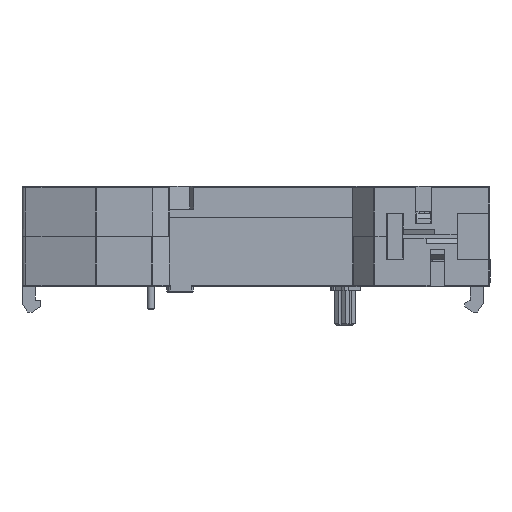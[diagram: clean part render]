
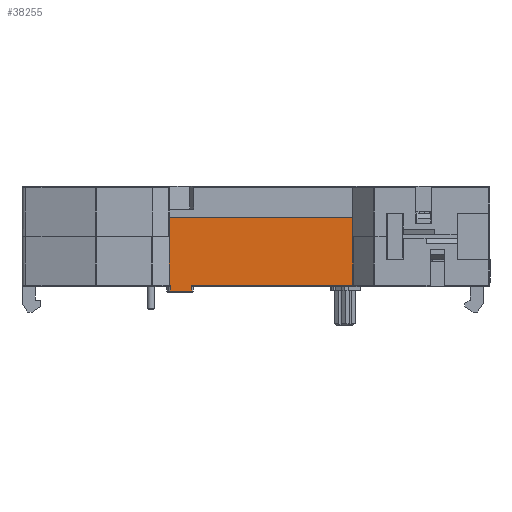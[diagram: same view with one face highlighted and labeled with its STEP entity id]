
A CAD part, front view. The second image highlights one B-rep face of the part: STEP entity #38255.
In plain terms, the highlighted planar face has unit normal (0, -1, 0).
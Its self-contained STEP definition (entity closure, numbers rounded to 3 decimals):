
#84 = EDGE_CURVE ( 'NONE', #33288, #33273, #9278, .T. ) ;
#1398 = ORIENTED_EDGE ( 'NONE', *, *, #28043, .F. ) ;
#1460 = EDGE_CURVE ( 'NONE', #41174, #17479, #19344, .T. ) ;
#2017 = CARTESIAN_POINT ( 'NONE',  ( 17.7, -60.1, -7.65 ) ) ;
#2320 = ORIENTED_EDGE ( 'NONE', *, *, #18631, .F. ) ;
#2370 = CARTESIAN_POINT ( 'NONE',  ( 17.7, -60.1, -16.3 ) ) ;
#2463 = DIRECTION ( 'NONE',  ( -1., 0., 0. ) ) ;
#3120 = VECTOR ( 'NONE', #4868, 1000. ) ;
#3652 = ORIENTED_EDGE ( 'NONE', *, *, #1460, .F. ) ;
#4306 = FACE_OUTER_BOUND ( 'NONE', #25546, .T. ) ;
#4868 = DIRECTION ( 'NONE',  ( 1., 0., 0. ) ) ;
#5129 = ORIENTED_EDGE ( 'NONE', *, *, #26794, .F. ) ;
#5281 = CARTESIAN_POINT ( 'NONE',  ( 17.7, -60.1, -4.3 ) ) ;
#5357 = VECTOR ( 'NONE', #2463, 1000. ) ;
#5434 = EDGE_CURVE ( 'NONE', #8849, #41174, #7364, .T. ) ;
#6341 = LINE ( 'NONE', #33689, #25611 ) ;
#6544 = EDGE_CURVE ( 'NONE', #14737, #7151, #11007, .T. ) ;
#6911 = VERTEX_POINT ( 'NONE', #12856 ) ;
#7151 = VERTEX_POINT ( 'NONE', #41001 ) ;
#7364 = LINE ( 'NONE', #8636, #5357 ) ;
#7636 = VECTOR ( 'NONE', #21388, 1000. ) ;
#8295 = ORIENTED_EDGE ( 'NONE', *, *, #10245, .F. ) ;
#8401 = VECTOR ( 'NONE', #12723, 1000. ) ;
#8569 = DIRECTION ( 'NONE',  ( -1., 0., 0. ) ) ;
#8636 = CARTESIAN_POINT ( 'NONE',  ( 42.19, -60.1, -16.3 ) ) ;
#8728 = DIRECTION ( 'NONE',  ( 0., 0., -1. ) ) ;
#8849 = VERTEX_POINT ( 'NONE', #2370 ) ;
#9215 = ORIENTED_EDGE ( 'NONE', *, *, #6544, .F. ) ;
#9278 = LINE ( 'NONE', #33189, #27495 ) ;
#10245 = EDGE_CURVE ( 'NONE', #7151, #33288, #33985, .T. ) ;
#11007 = LINE ( 'NONE', #11460, #25701 ) ;
#11401 = ORIENTED_EDGE ( 'NONE', *, *, #36883, .F. ) ;
#11460 = CARTESIAN_POINT ( 'NONE',  ( -14.52, -60.1, -19.662 ) ) ;
#11874 = VECTOR ( 'NONE', #8728, 1000. ) ;
#11877 = LINE ( 'NONE', #12215, #14389 ) ;
#12215 = CARTESIAN_POINT ( 'NONE',  ( 17.7, -60.1, -17.3 ) ) ;
#12503 = ORIENTED_EDGE ( 'NONE', *, *, #5434, .F. ) ;
#12723 = DIRECTION ( 'NONE',  ( 0., 0., -1. ) ) ;
#12856 = CARTESIAN_POINT ( 'NONE',  ( -17.7, -60.1, -4.3 ) ) ;
#14389 = VECTOR ( 'NONE', #35571, 1000. ) ;
#14735 = DIRECTION ( 'NONE',  ( 0., 0., 1. ) ) ;
#14737 = VERTEX_POINT ( 'NONE', #26392 ) ;
#14762 = LINE ( 'NONE', #5281, #3120 ) ;
#16553 = ORIENTED_EDGE ( 'NONE', *, *, #84, .F. ) ;
#17043 = DIRECTION ( 'NONE',  ( 0., 1., 0. ) ) ;
#17479 = VERTEX_POINT ( 'NONE', #36960 ) ;
#18631 = EDGE_CURVE ( 'NONE', #17479, #14737, #11877, .T. ) ;
#19344 = LINE ( 'NONE', #34531, #7636 ) ;
#19656 = DIRECTION ( 'NONE',  ( 0., 0., 1. ) ) ;
#19729 = CARTESIAN_POINT ( 'NONE',  ( 17.7, -60.1, -15.3 ) ) ;
#19845 = VECTOR ( 'NONE', #8569, 1000. ) ;
#21388 = DIRECTION ( 'NONE',  ( 0., 0., -1. ) ) ;
#21699 = CARTESIAN_POINT ( 'NONE',  ( -17.7, -60.1, -7.65 ) ) ;
#23061 = CARTESIAN_POINT ( 'NONE',  ( 17.7, -60.1, -15.3 ) ) ;
#23266 = DIRECTION ( 'NONE',  ( 0., 0., 1. ) ) ;
#23612 = LINE ( 'NONE', #23061, #8401 ) ;
#25278 = CARTESIAN_POINT ( 'NONE',  ( 17.7, -60.1, -4.3 ) ) ;
#25546 = EDGE_LOOP ( 'NONE', ( #12503, #5129, #1398, #11401, #33713, #16553, #8295, #9215, #2320, #3652 ) ) ;
#25611 = VECTOR ( 'NONE', #33831, 1000. ) ;
#25701 = VECTOR ( 'NONE', #14735, 1000. ) ;
#26392 = CARTESIAN_POINT ( 'NONE',  ( -14.52, -60.1, -17.3 ) ) ;
#26794 = EDGE_CURVE ( 'NONE', #35263, #8849, #23612, .T. ) ;
#27449 = EDGE_CURVE ( 'NONE', #33273, #6911, #6341, .T. ) ;
#27495 = VECTOR ( 'NONE', #19656, 1000. ) ;
#28043 = EDGE_CURVE ( 'NONE', #32786, #35263, #32589, .T. ) ;
#28863 = CARTESIAN_POINT ( 'NONE',  ( -17.7, -60.1, -16.3 ) ) ;
#30554 = AXIS2_PLACEMENT_3D ( 'NONE', #19729, #17043, #23266 ) ;
#32589 = LINE ( 'NONE', #34209, #11874 ) ;
#32786 = VERTEX_POINT ( 'NONE', #25278 ) ;
#33189 = CARTESIAN_POINT ( 'NONE',  ( -17.7, -60.1, -15.3 ) ) ;
#33273 = VERTEX_POINT ( 'NONE', #21699 ) ;
#33288 = VERTEX_POINT ( 'NONE', #28863 ) ;
#33689 = CARTESIAN_POINT ( 'NONE',  ( -17.7, -60.1, -15.3 ) ) ;
#33713 = ORIENTED_EDGE ( 'NONE', *, *, #27449, .F. ) ;
#33831 = DIRECTION ( 'NONE',  ( 0., 0., 1. ) ) ;
#33985 = LINE ( 'NONE', #34035, #19845 ) ;
#34035 = CARTESIAN_POINT ( 'NONE',  ( 42.19, -60.1, -16.3 ) ) ;
#34209 = CARTESIAN_POINT ( 'NONE',  ( 17.7, -60.1, -15.3 ) ) ;
#34531 = CARTESIAN_POINT ( 'NONE',  ( -10.793, -60.1, -19.678 ) ) ;
#35263 = VERTEX_POINT ( 'NONE', #2017 ) ;
#35571 = DIRECTION ( 'NONE',  ( -1., 0., 0. ) ) ;
#35857 = PLANE ( 'NONE',  #30554 ) ;
#36883 = EDGE_CURVE ( 'NONE', #6911, #32786, #14762, .T. ) ;
#36960 = CARTESIAN_POINT ( 'NONE',  ( -10.793, -60.1, -17.3 ) ) ;
#38255 = ADVANCED_FACE ( 'NONE', ( #4306 ), #35857, .F. ) ;
#41001 = CARTESIAN_POINT ( 'NONE',  ( -14.52, -60.1, -16.3 ) ) ;
#41174 = VERTEX_POINT ( 'NONE', #41687 ) ;
#41687 = CARTESIAN_POINT ( 'NONE',  ( -10.793, -60.1, -16.3 ) ) ;
